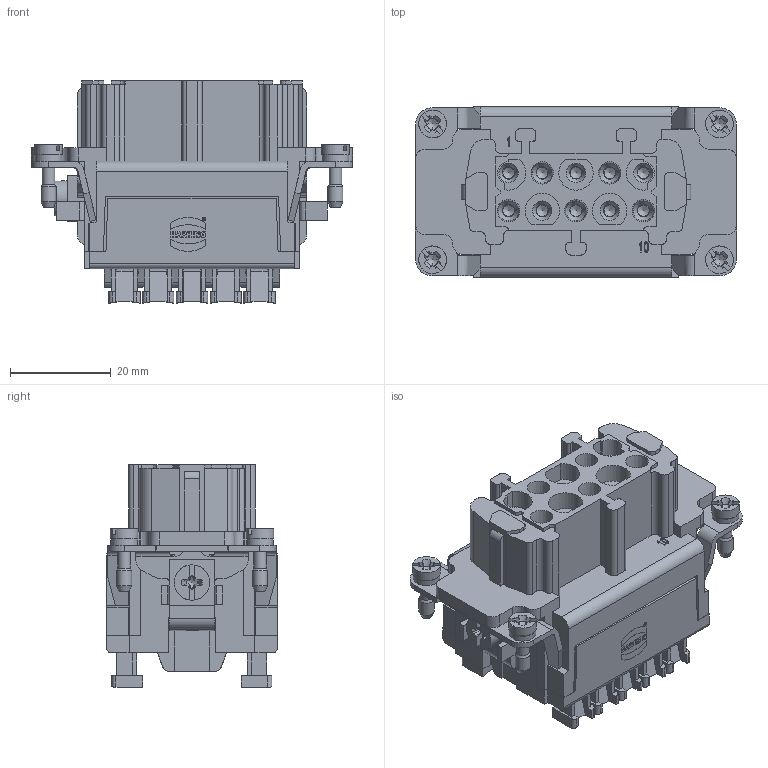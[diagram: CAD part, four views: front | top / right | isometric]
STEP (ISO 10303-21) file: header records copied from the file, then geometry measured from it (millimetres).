
FILE_DESCRIPTION(/* description */ (''),/* implementation_level */ '2;1');
FILE_NAME(/* name */ '100648755ugm000_f.stp',/* time_stamp */ '2018-11-27T14:55:33+01:00',/* author */ (''),/* organization */ (''),/* preprocessor_version */ 'ST-DEVELOPER v16.7',/* originating_system */ 'SIEMENS PLM Software NX 12.0',/* authorisation */ '');
FILE_SCHEMA (('AUTOMOTIVE_DESIGN { 1 0 10303 214 3 1 1 1 }'));
Products named in the file (1): 100648755ugm000_f
Bounding box: 63.8 x 34.01 x 44.23 mm (x, y, z)
Volume: 44932.7 mm3; surface area: 22362.2 mm2
Topology: 11 solids, 11 shells, 1759 faces, 4597 edges, 2981 vertices
Faces by surface type: plane 1174, cylinder 415, cone 78, torus 60, extrusion 22, bspline 10
Full cylindrical faces by diameter (mm): 0.47 x1, 0.689 x1, 1.4 x10, 2 x10, 2.13 x2, 2.285 x2, 2.47 x10, 2.5 x4, 2.595 x2, 3 x4, 3.2 x10, 3.242 x1, 3.58 x10, 4.5 x20, 4.557 x10, 5.3 x4, 5.4 x10, 5.5 x4, 7 x1
Entity records: 64176 total; most frequent: CARTESIAN_POINT 12562, ORIENTED_EDGE 8710, DIRECTION 8569, EDGE_CURVE 4355, VERTEX_POINT 2919, VECTOR 2897, LINE 2875, AXIS2_PLACEMENT_3D 2836
